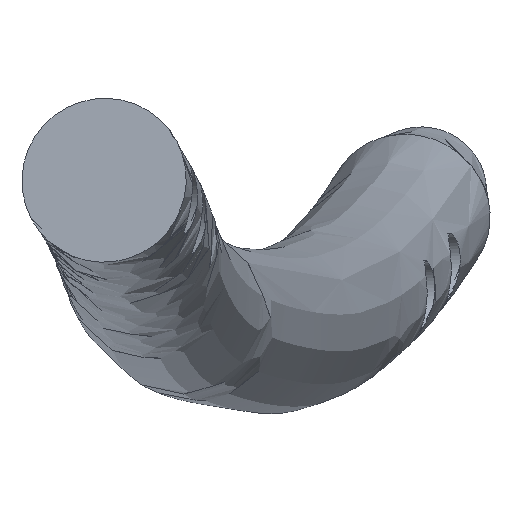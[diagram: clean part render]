
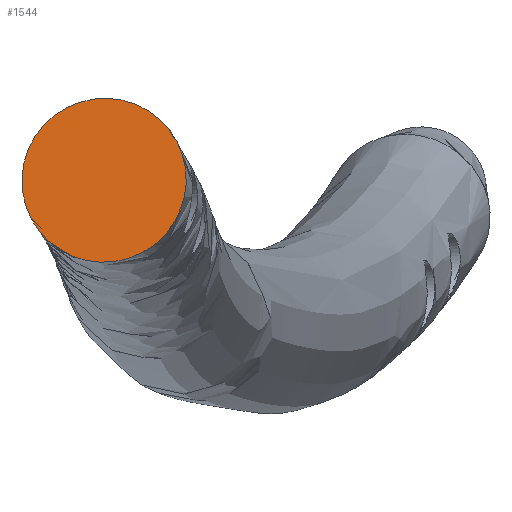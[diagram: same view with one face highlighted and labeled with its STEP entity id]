
A CAD part, top view. The second image highlights one B-rep face of the part: STEP entity #1544.
In plain terms, the highlighted planar face has unit normal (-0.08, 0.103, 0.991).
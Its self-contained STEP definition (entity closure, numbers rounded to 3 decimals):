
#156 = VERTEX_POINT('',#157);
#157 = CARTESIAN_POINT('',(-113.272,-124.805,-250.));
#305 = EDGE_CURVE('',#156,#156,#306,.T.);
#306 = CIRCLE('',#307,8.5);
#307 = AXIS2_PLACEMENT_3D('',#308,#309,#310);
#308 = CARTESIAN_POINT('',(-120.,-130.,-250.));
#309 = DIRECTION('',(0.08,-0.103,-0.991)
  );
#310 = DIRECTION('',(0.792,0.611,0.)
  );
#1544 = ADVANCED_FACE('',(#1545),#1548,.F.);
#1545 = FACE_BOUND('',#1546,.T.);
#1546 = EDGE_LOOP('',(#1547));
#1547 = ORIENTED_EDGE('',*,*,#305,.F.);
#1548 = PLANE('',#1549);
#1549 = AXIS2_PLACEMENT_3D('',#1550,#1551,#1552);
#1550 = CARTESIAN_POINT('',(-120.,-130.,-250.));
#1551 = DIRECTION('',(0.08,-0.103,-0.991
    ));
#1552 = DIRECTION('',(-0.997,0.,-0.08));
